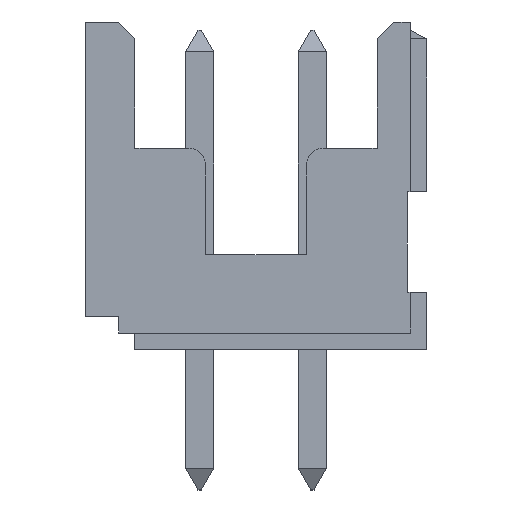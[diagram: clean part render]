
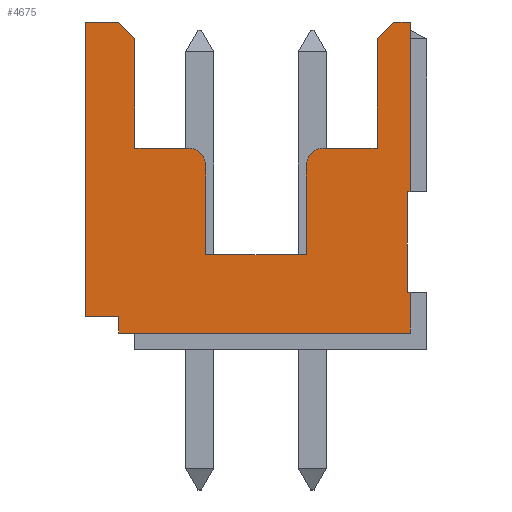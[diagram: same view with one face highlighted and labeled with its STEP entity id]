
A CAD part, left-side view. The second image highlights one B-rep face of the part: STEP entity #4675.
In plain terms, the highlighted planar face has unit normal (-1, 0, 0).
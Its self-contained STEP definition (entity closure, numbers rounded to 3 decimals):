
#1=DIRECTION('',(0.,-1.,0.));
#2=VECTOR('',#1,0.59);
#3=CARTESIAN_POINT('',(2.,3.05,5.85));
#4=LINE('3001',#3,#2);
#5=DIRECTION('',(0.,-0.707,-0.707));
#6=VECTOR('',#5,0.424);
#7=CARTESIAN_POINT('',(2.,2.46,5.85));
#8=LINE('3002',#7,#6);
#9=CARTESIAN_POINT('',(2.,1.2,3.3));
#10=DIRECTION('',(1.,0.,0.));
#11=DIRECTION('',(0.,0.,1.));
#12=AXIS2_PLACEMENT_3D('',#9,#10,#11);
#14=CARTESIAN_POINT('',(2.,-1.2,3.3));
#15=DIRECTION('',(1.,0.,0.));
#16=DIRECTION('',(0.,1.,0.));
#17=AXIS2_PLACEMENT_3D('',#14,#15,#16);
#19=DIRECTION('',(0.,-0.707,0.707));
#20=VECTOR('',#19,0.424);
#21=CARTESIAN_POINT('',(2.,-2.16,5.55));
#22=LINE('3005',#21,#20);
#23=DIRECTION('',(0.,0.,1.));
#24=VECTOR('',#23,3.025);
#25=CARTESIAN_POINT('',(2.,-2.75,2.825));
#26=LINE('3007',#25,#24);
#87=DIRECTION('',(0.,-1.,0.));
#88=VECTOR('',#87,0.05);
#89=CARTESIAN_POINT('',(2.,-2.7,2.825));
#90=LINE('3026',#89,#88);
#117=DIRECTION('',(0.,0.,-1.));
#118=VECTOR('',#117,1.95);
#119=CARTESIAN_POINT('',(2.,-2.16,5.55));
#120=LINE('3033',#119,#118);
#232=DIRECTION('',(0.,1.,0.));
#233=VECTOR('',#232,0.29);
#234=CARTESIAN_POINT('',(2.,-2.75,5.85));
#235=LINE('3006',#234,#233);
#280=DIRECTION('',(0.,1.,0.));
#281=VECTOR('',#280,1.8);
#282=CARTESIAN_POINT('',(2.,-0.9,1.7));
#283=LINE('3082',#282,#281);
#453=DIRECTION('',(0.,1.,0.));
#454=VECTOR('',#453,0.05);
#455=CARTESIAN_POINT('',(2.,-2.75,1.025));
#456=LINE('3126',#455,#454);
#569=DIRECTION('',(0.,-1.,0.));
#570=VECTOR('',#569,5.2);
#571=CARTESIAN_POINT('',(2.,2.45,0.3));
#572=LINE('3161',#571,#570);
#1901=DIRECTION('',(0.,0.,1.));
#1902=VECTOR('',#1901,0.725);
#1903=CARTESIAN_POINT('',(2.,-2.75,0.3));
#1904=LINE('3488',#1903,#1902);
#1933=DIRECTION('',(0.,0.,-1.));
#1934=VECTOR('',#1933,0.3);
#1935=CARTESIAN_POINT('',(2.,2.45,0.6));
#1936=LINE('3494',#1935,#1934);
#1937=DIRECTION('',(0.,-1.,0.));
#1938=VECTOR('',#1937,0.6);
#1939=CARTESIAN_POINT('',(2.,3.05,0.6));
#1940=LINE('3495',#1939,#1938);
#1961=DIRECTION('',(0.,0.,-1.));
#1962=VECTOR('',#1961,5.25);
#1963=CARTESIAN_POINT('',(2.,3.05,5.85));
#1964=LINE('3498',#1963,#1962);
#1973=DIRECTION('',(0.,0.,1.));
#1974=VECTOR('',#1973,1.95);
#1975=CARTESIAN_POINT('',(2.,2.16,3.6));
#1976=LINE('3503',#1975,#1974);
#2014=DIRECTION('',(0.,0.,1.));
#2015=VECTOR('',#2014,1.6);
#2016=CARTESIAN_POINT('',(2.,0.9,1.7));
#2017=LINE('3512',#2016,#2015);
#2022=DIRECTION('',(0.,1.,0.));
#2023=VECTOR('',#2022,0.96);
#2024=CARTESIAN_POINT('',(2.,1.2,3.6));
#2025=LINE('3514',#2024,#2023);
#2654=DIRECTION('',(0.,0.,1.));
#2655=VECTOR('',#2654,1.8);
#2656=CARTESIAN_POINT('',(2.,-2.7,1.025));
#2657=LINE('3670',#2656,#2655);
#3279=DIRECTION('',(0.,1.,0.));
#3280=VECTOR('',#3279,0.96);
#3281=CARTESIAN_POINT('',(2.,-2.16,3.6));
#3282=LINE('3821',#3281,#3280);
#3287=DIRECTION('',(0.,0.,-1.));
#3288=VECTOR('',#3287,1.6);
#3289=CARTESIAN_POINT('',(2.,-0.9,3.3));
#3290=LINE('3823',#3289,#3288);
#3529=CARTESIAN_POINT('',(2.,3.05,5.85));
#3530=CARTESIAN_POINT('',(2.,2.46,5.85));
#3531=VERTEX_POINT('',#3529);
#3532=VERTEX_POINT('',#3530);
#3533=CARTESIAN_POINT('',(2.,2.16,5.55));
#3534=VERTEX_POINT('',#3533);
#3535=CARTESIAN_POINT('',(2.,1.2,3.6));
#3536=CARTESIAN_POINT('',(2.,0.9,3.3));
#3537=VERTEX_POINT('',#3535);
#3538=VERTEX_POINT('',#3536);
#3539=CARTESIAN_POINT('',(2.,-0.9,3.3));
#3540=CARTESIAN_POINT('',(2.,-1.2,3.6));
#3541=VERTEX_POINT('',#3539);
#3542=VERTEX_POINT('',#3540);
#3543=CARTESIAN_POINT('',(2.,-2.16,5.55));
#3544=CARTESIAN_POINT('',(2.,-2.46,5.85));
#3545=VERTEX_POINT('',#3543);
#3546=VERTEX_POINT('',#3544);
#3547=CARTESIAN_POINT('',(2.,-2.75,5.85));
#3548=VERTEX_POINT('',#3547);
#3549=CARTESIAN_POINT('',(2.,-2.75,2.825));
#3550=VERTEX_POINT('',#3549);
#3591=CARTESIAN_POINT('',(2.,-2.7,2.825));
#3592=VERTEX_POINT('',#3591);
#3613=CARTESIAN_POINT('',(2.,-2.16,3.6));
#3614=VERTEX_POINT('',#3613);
#3691=CARTESIAN_POINT('',(2.,-0.9,1.7));
#3693=VERTEX_POINT('',#3691);
#3695=CARTESIAN_POINT('',(2.,0.9,1.7));
#3696=VERTEX_POINT('',#3695);
#3761=CARTESIAN_POINT('',(2.,-2.75,1.025));
#3762=CARTESIAN_POINT('',(2.,-2.7,1.025));
#3763=VERTEX_POINT('',#3761);
#3764=VERTEX_POINT('',#3762);
#3813=CARTESIAN_POINT('',(2.,2.45,0.3));
#3814=VERTEX_POINT('',#3813);
#3815=CARTESIAN_POINT('',(2.,-2.75,0.3));
#3816=VERTEX_POINT('',#3815);
#4201=CARTESIAN_POINT('',(2.,2.45,0.6));
#4202=VERTEX_POINT('',#4201);
#4203=CARTESIAN_POINT('',(2.,3.05,0.6));
#4204=VERTEX_POINT('',#4203);
#4211=CARTESIAN_POINT('',(2.,2.16,3.6));
#4213=VERTEX_POINT('',#4211);
#4625=CARTESIAN_POINT('',(2.,0.15,3.075));
#4626=DIRECTION('',(1.,0.,0.));
#4627=DIRECTION('',(0.,-1.,0.));
#4628=AXIS2_PLACEMENT_3D('',#4625,#4626,#4627);
#4629=PLANE('3880',#4628);
#4631=ORIENTED_EDGE('3007',*,*,#4630,.F.);
#4633=ORIENTED_EDGE('3026',*,*,#4632,.F.);
#4635=ORIENTED_EDGE('3670',*,*,#4634,.F.);
#4637=ORIENTED_EDGE('3126',*,*,#4636,.F.);
#4639=ORIENTED_EDGE('3488',*,*,#4638,.F.);
#4641=ORIENTED_EDGE('3161',*,*,#4640,.F.);
#4643=ORIENTED_EDGE('3494',*,*,#4642,.F.);
#4645=ORIENTED_EDGE('3495',*,*,#4644,.F.);
#4647=ORIENTED_EDGE('3498',*,*,#4646,.F.);
#4648=ORIENTED_EDGE('3001',*,*,#4614,.T.);
#4650=ORIENTED_EDGE('3002',*,*,#4649,.T.);
#4652=ORIENTED_EDGE('3503',*,*,#4651,.F.);
#4654=ORIENTED_EDGE('3514',*,*,#4653,.F.);
#4656=ORIENTED_EDGE('3003',*,*,#4655,.T.);
#4658=ORIENTED_EDGE('3512',*,*,#4657,.F.);
#4660=ORIENTED_EDGE('3082',*,*,#4659,.F.);
#4662=ORIENTED_EDGE('3823',*,*,#4661,.F.);
#4664=ORIENTED_EDGE('3004',*,*,#4663,.T.);
#4666=ORIENTED_EDGE('3821',*,*,#4665,.F.);
#4668=ORIENTED_EDGE('3033',*,*,#4667,.F.);
#4670=ORIENTED_EDGE('3005',*,*,#4669,.T.);
#4672=ORIENTED_EDGE('3006',*,*,#4671,.F.);
#4673=EDGE_LOOP('3880',(#4631,#4633,#4635,#4637,#4639,#4641,#4643,#4645,#4647,
#4648,#4650,#4652,#4654,#4656,#4658,#4660,#4662,#4664,#4666,#4668,#4670,#4672));
#4674=FACE_OUTER_BOUND('3880',#4673,.F.);
#4675=ADVANCED_FACE('3880',(#4674),#4629,.F.);
#13=CIRCLE('3003',#12,0.3);
#18=CIRCLE('3004',#17,0.3);
#4614=EDGE_CURVE('3001',#3531,#3532,#4,.T.);
#4630=EDGE_CURVE('3007',#3550,#3548,#26,.T.);
#4632=EDGE_CURVE('3026',#3592,#3550,#90,.T.);
#4634=EDGE_CURVE('3670',#3764,#3592,#2657,.T.);
#4636=EDGE_CURVE('3126',#3763,#3764,#456,.T.);
#4638=EDGE_CURVE('3488',#3816,#3763,#1904,.T.);
#4640=EDGE_CURVE('3161',#3814,#3816,#572,.T.);
#4642=EDGE_CURVE('3494',#4202,#3814,#1936,.T.);
#4644=EDGE_CURVE('3495',#4204,#4202,#1940,.T.);
#4646=EDGE_CURVE('3498',#3531,#4204,#1964,.T.);
#4649=EDGE_CURVE('3002',#3532,#3534,#8,.T.);
#4651=EDGE_CURVE('3503',#4213,#3534,#1976,.T.);
#4653=EDGE_CURVE('3514',#3537,#4213,#2025,.T.);
#4655=EDGE_CURVE('3003',#3537,#3538,#13,.T.);
#4657=EDGE_CURVE('3512',#3696,#3538,#2017,.T.);
#4659=EDGE_CURVE('3082',#3693,#3696,#283,.T.);
#4661=EDGE_CURVE('3823',#3541,#3693,#3290,.T.);
#4663=EDGE_CURVE('3004',#3541,#3542,#18,.T.);
#4665=EDGE_CURVE('3821',#3614,#3542,#3282,.T.);
#4667=EDGE_CURVE('3033',#3545,#3614,#120,.T.);
#4669=EDGE_CURVE('3005',#3545,#3546,#22,.T.);
#4671=EDGE_CURVE('3006',#3548,#3546,#235,.T.);
